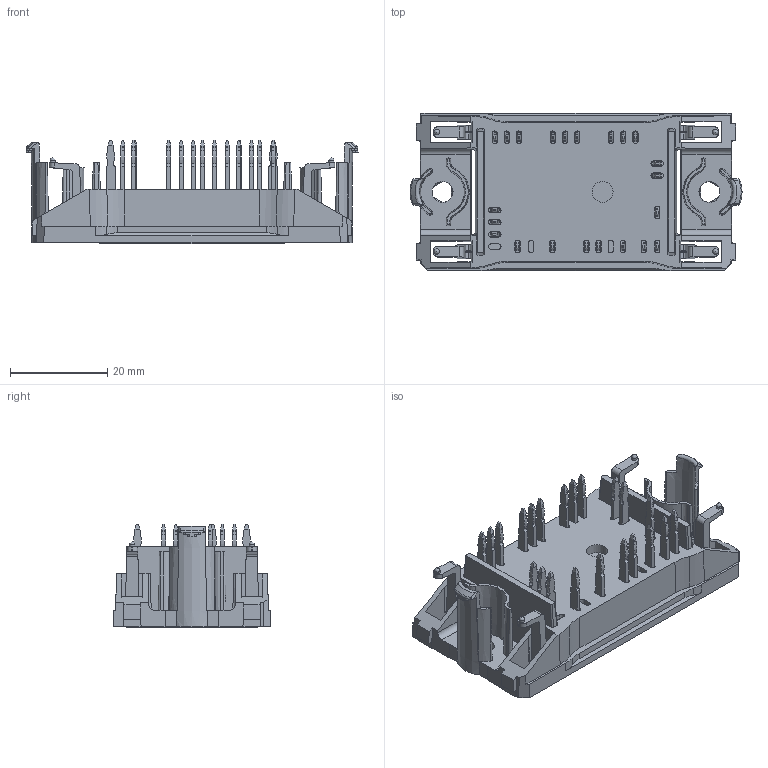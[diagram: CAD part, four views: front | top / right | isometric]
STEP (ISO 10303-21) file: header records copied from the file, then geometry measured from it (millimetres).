
FILE_DESCRIPTION(/* description */ ('Unknown'),/* implementation_level */ '2;1');
FILE_NAME(/* name */ 'Flow0-2C17Y-M920(220)-01-OL',/* time_stamp */ '2016-04-01T10:30:04+02:00',/* author */ ('Unknown'),/* organization */ ('Unknown'),/* preprocessor_version */ 'ST-DEVELOPER v16',/* originating_system */ 'DEX',/* authorisation */ $);
FILE_SCHEMA (('AUTOMOTIVE_DESIGN { 1 0 10303 214 3 1 1 }','AUTOMOTIVE_DESIGN {1 0 10303 214 3 1 1}'));
Length unit declared in the file: millimetre
Products named in the file (1): Flow0-2C17Y-M920(220)-01-OL2
Bounding box: 68.4 x 32.5 x 21.23 mm (x, y, z)
Volume: 17557 mm3; surface area: 11783.7 mm2
Topology: 1 solids, 26 shells, 1103 faces, 2862 edges, 1852 vertices
Faces by surface type: plane 715, cylinder 292, cone 84, torus 4, bspline 4, sphere 4
Full cylindrical faces by diameter (mm): 0.5 x25, 1.1 x4, 4.3 x1
Entity records: 41350 total; most frequent: CARTESIAN_POINT 6214, DIRECTION 5740, ORIENTED_EDGE 5632, EDGE_CURVE 2816, LINE 2028, VECTOR 2028, AXIS2_PLACEMENT_3D 1856, VERTEX_POINT 1844
